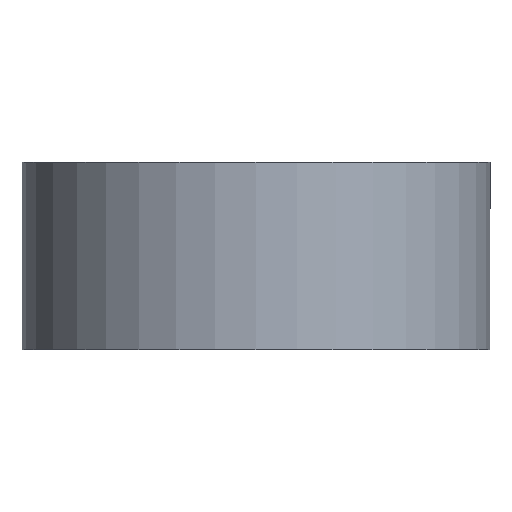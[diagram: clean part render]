
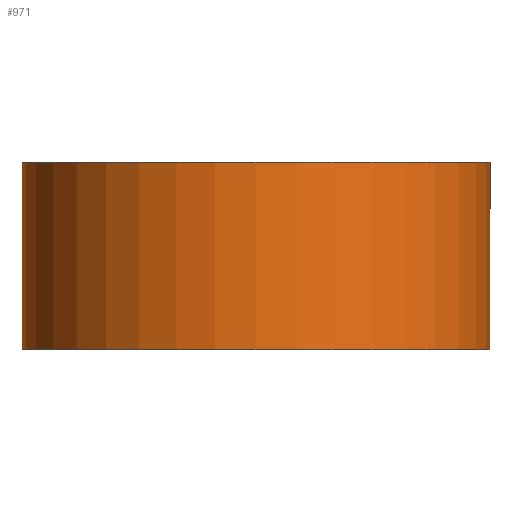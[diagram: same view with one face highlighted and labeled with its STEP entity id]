
A CAD part, left-side view. The second image highlights one B-rep face of the part: STEP entity #971.
In plain terms, the highlighted cylindrical face has radius 6.248 mm (diameter 12.497 mm), a partial arc.
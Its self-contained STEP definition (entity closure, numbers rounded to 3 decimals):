
#14 = LINE ( 'NONE', #87, #887 ) ;
#75 = DIRECTION ( 'NONE',  ( 0., 0., -1. ) ) ;
#87 = CARTESIAN_POINT ( 'NONE',  ( 0., -6.248, 0. ) ) ;
#88 = DIRECTION ( 'NONE',  ( 0., 1., 0. ) ) ;
#113 = VERTEX_POINT ( 'NONE', #155 ) ;
#116 = CYLINDRICAL_SURFACE ( 'NONE', #389, 6.248 ) ;
#138 = FACE_OUTER_BOUND ( 'NONE', #608, .T. ) ;
#155 = CARTESIAN_POINT ( 'NONE',  ( 0., -6.248, 0. ) ) ;
#194 = ORIENTED_EDGE ( 'NONE', *, *, #796, .F. ) ;
#224 = CARTESIAN_POINT ( 'NONE',  ( 0., 6.248, 5.004 ) ) ;
#242 = DIRECTION ( 'NONE',  ( 0., 0., -1. ) ) ;
#377 = CIRCLE ( 'NONE', #614, 6.248 ) ;
#389 = AXIS2_PLACEMENT_3D ( 'NONE', #526, #242, #88 ) ;
#473 = VECTOR ( 'NONE', #75, 1000. ) ;
#487 = CIRCLE ( 'NONE', #625, 6.248 ) ;
#526 = CARTESIAN_POINT ( 'NONE',  ( 0., 0., 0. ) ) ;
#566 = CARTESIAN_POINT ( 'NONE',  ( 0., 0., 5.004 ) ) ;
#608 = EDGE_LOOP ( 'NONE', ( #194, #1041, #768, #924 ) ) ;
#614 = AXIS2_PLACEMENT_3D ( 'NONE', #566, #616, #762 ) ;
#616 = DIRECTION ( 'NONE',  ( 0., 0., -1. ) ) ;
#625 = AXIS2_PLACEMENT_3D ( 'NONE', #837, #913, #981 ) ;
#653 = CARTESIAN_POINT ( 'NONE',  ( 0., 6.248, 0. ) ) ;
#664 = EDGE_CURVE ( 'NONE', #920, #811, #975, .T. ) ;
#701 = EDGE_CURVE ( 'NONE', #113, #811, #487, .T. ) ;
#713 = EDGE_CURVE ( 'NONE', #1037, #920, #377, .T. ) ;
#762 = DIRECTION ( 'NONE',  ( 0., 1., 0. ) ) ;
#768 = ORIENTED_EDGE ( 'NONE', *, *, #664, .T. ) ;
#796 = EDGE_CURVE ( 'NONE', #1037, #113, #14, .T. ) ;
#811 = VERTEX_POINT ( 'NONE', #653 ) ;
#837 = CARTESIAN_POINT ( 'NONE',  ( 0., 0., 0. ) ) ;
#882 = CARTESIAN_POINT ( 'NONE',  ( 0., -6.248, 5.004 ) ) ;
#887 = VECTOR ( 'NONE', #1112, 1000. ) ;
#913 = DIRECTION ( 'NONE',  ( 0., 0., -1. ) ) ;
#920 = VERTEX_POINT ( 'NONE', #224 ) ;
#924 = ORIENTED_EDGE ( 'NONE', *, *, #701, .F. ) ;
#971 = ADVANCED_FACE ( 'NONE', ( #138 ), #116, .T. ) ;
#975 = LINE ( 'NONE', #1123, #473 ) ;
#981 = DIRECTION ( 'NONE',  ( 0., 1., 0. ) ) ;
#1037 = VERTEX_POINT ( 'NONE', #882 ) ;
#1041 = ORIENTED_EDGE ( 'NONE', *, *, #713, .T. ) ;
#1112 = DIRECTION ( 'NONE',  ( 0., 0., -1. ) ) ;
#1123 = CARTESIAN_POINT ( 'NONE',  ( 0., 6.248, 0. ) ) ;
